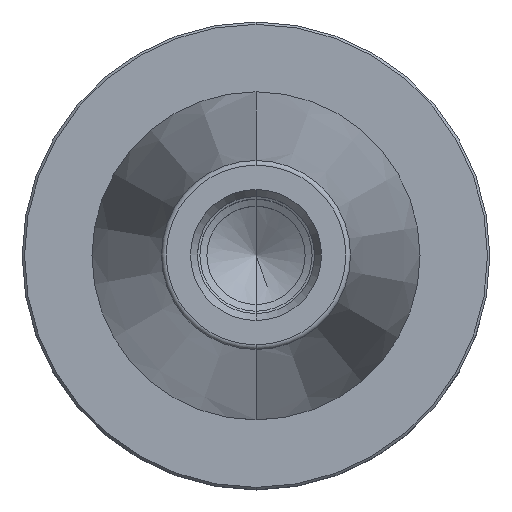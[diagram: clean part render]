
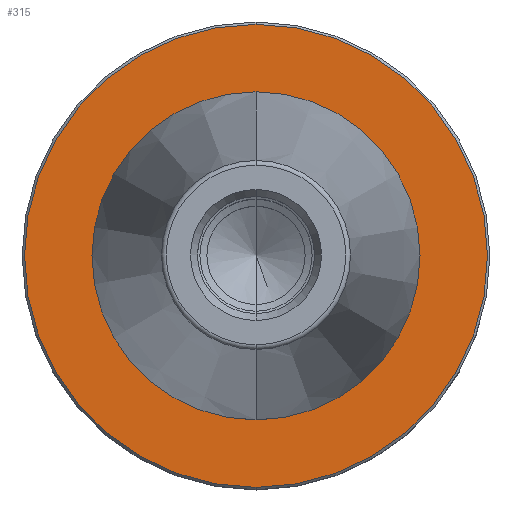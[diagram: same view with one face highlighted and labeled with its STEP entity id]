
A CAD part, top view. The second image highlights one B-rep face of the part: STEP entity #315.
In plain terms, the highlighted planar face has unit normal (0, 0, 1).
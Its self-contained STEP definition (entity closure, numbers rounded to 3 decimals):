
#315=ADVANCED_FACE('',(#857,#858),#859,.T.);
#363=VERTEX_POINT('',#915);
#423=VERTEX_POINT('',#984);
#449=VERTEX_POINT('',#1013);
#673=VERTEX_POINT('',#1257);
#687=EDGE_CURVE('',#449,#673,#1271,.T.);
#711=EDGE_CURVE('',#423,#363,#1300,.T.);
#735=EDGE_CURVE('',#673,#449,#1331,.T.);
#745=EDGE_CURVE('',#363,#423,#1342,.T.);
#857=FACE_OUTER_BOUND('',#1464,.T.);
#858=FACE_BOUND('',#1465,.T.);
#859=PLANE('',#1466);
#915=CARTESIAN_POINT('',(0.,-49.5,-3.0));
#984=CARTESIAN_POINT('',(0.0,49.5,-3.0));
#1013=CARTESIAN_POINT('',(0.0,35.071,-3.0));
#1257=CARTESIAN_POINT('',(0.,-35.071,-3.0));
#1271=CIRCLE('',#2012,35.071);
#1300=CIRCLE('',#2046,49.5);
#1331=CIRCLE('',#2083,35.071);
#1342=CIRCLE('',#2097,49.5);
#1464=EDGE_LOOP('',(#2233,#2234));
#1465=EDGE_LOOP('',(#2235,#2236));
#1466=AXIS2_PLACEMENT_3D('',#2237,#2238,#2239);
#2012=AXIS2_PLACEMENT_3D('',#2745,#2746,#2747);
#2046=AXIS2_PLACEMENT_3D('',#2794,#2795,#2796);
#2083=AXIS2_PLACEMENT_3D('',#2850,#2851,#2852);
#2097=AXIS2_PLACEMENT_3D('',#2862,#2863,#2864);
#2233=ORIENTED_EDGE('',*,*,#711,.F.);
#2234=ORIENTED_EDGE('',*,*,#745,.F.);
#2235=ORIENTED_EDGE('',*,*,#687,.T.);
#2236=ORIENTED_EDGE('',*,*,#735,.T.);
#2237=CARTESIAN_POINT('',(0.0,42.285,-3.0));
#2238=DIRECTION('',(-0.0,0.0,1.0));
#2239=DIRECTION('',(0.0,-1.0,0.0));
#2745=CARTESIAN_POINT('',(0.0,0.0,-3.0));
#2746=DIRECTION('',(0.0,0.0,-1.0));
#2747=DIRECTION('',(0.0,1.0,0.0));
#2794=CARTESIAN_POINT('',(0.0,0.0,-3.0));
#2795=DIRECTION('',(0.0,0.0,-1.0));
#2796=DIRECTION('',(0.0,1.0,0.0));
#2850=CARTESIAN_POINT('',(0.0,0.0,-3.0));
#2851=DIRECTION('',(0.0,0.0,-1.0));
#2852=DIRECTION('',(0.0,1.0,0.0));
#2862=CARTESIAN_POINT('',(0.0,0.0,-3.0));
#2863=DIRECTION('',(0.0,0.0,-1.0));
#2864=DIRECTION('',(0.0,1.0,0.0));
